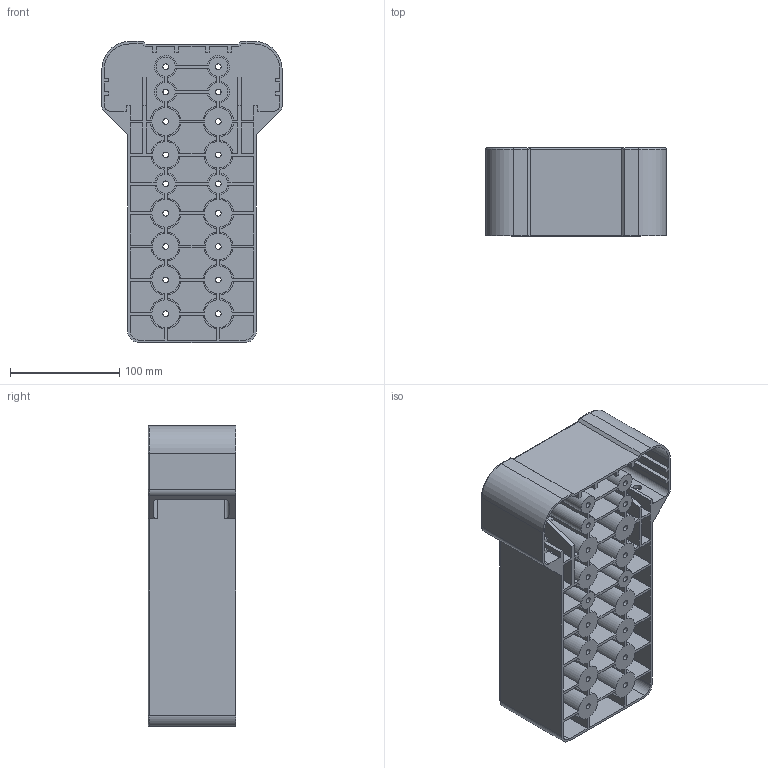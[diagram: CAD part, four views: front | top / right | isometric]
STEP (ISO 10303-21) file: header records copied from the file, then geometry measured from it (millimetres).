
FILE_DESCRIPTION(/* description */ (''),/* implementation_level */ '2;1');
FILE_NAME(/* name */ 'long box v ears.step',/* time_stamp */ '2025-11-17T15:44:47-05:00',/* author */ (''),/* organization */ (''),/* preprocessor_version */ 'ST-DEVELOPER v20.1',/* originating_system */ 'Autodesk Translation Framework v14.17.0.0',/* authorisation */ '');
FILE_SCHEMA (('AUTOMOTIVE_DESIGN { 1 0 10303 214 3 1 1 }'));
Length unit declared in the file: inch
Products named in the file (1): long box v 3
Bounding box: 165.1 x 80.44 x 275.59 mm (x, y, z)
Volume: 635938.5 mm3; surface area: 488354.8 mm2
Topology: 1 solids, 1 shells, 704 faces, 1902 edges, 1262 vertices
Faces by surface type: plane 456, cylinder 224, torus 24
Full cylindrical faces by diameter (mm): 5.08 x18, 7.62 x4, 13.03 x6, 15.57 x6, 19.685 x4, 20.828 x8, 22.225 x4, 23.368 x8
Entity records: 22299 total; most frequent: DIRECTION 3886, CARTESIAN_POINT 3869, ORIENTED_EDGE 3804, EDGE_CURVE 1902, LINE 1328, VECTOR 1328, AXIS2_PLACEMENT_3D 1279, VERTEX_POINT 1262
